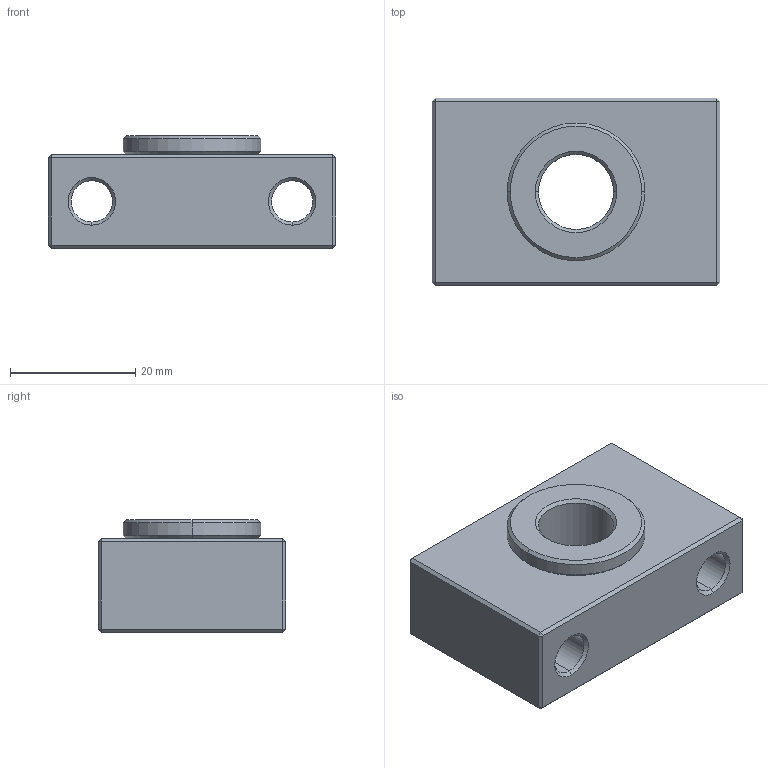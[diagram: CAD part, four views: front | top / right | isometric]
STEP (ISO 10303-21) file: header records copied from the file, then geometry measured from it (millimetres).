
FILE_DESCRIPTION (( 'STEP AP203' ), '1' );
FILE_NAME ('0058-32.STEP', '2015-10-01T07:01:27', ( 'utente11' ), ( '' ), 'SwSTEP 2.0', 'SolidWorks 2015', '' );
FILE_SCHEMA (( 'CONFIG_CONTROL_DESIGN' ));
Length unit declared in the file: millimetre
Products named in the file (1): 0058-32
Bounding box: 46 x 30 x 18 mm (x, y, z)
Volume: 16800.1 mm3; surface area: 8714.8 mm2
Topology: 2 solids, 2 shells, 67 faces, 136 edges, 76 vertices
Faces by surface type: plane 31, cone 20, cylinder 16
Entity records: 1801 total; most frequent: DIRECTION 324, CARTESIAN_POINT 280, ORIENTED_EDGE 272, EDGE_CURVE 136, AXIS2_PLACEMENT_3D 120, VECTOR 84, LINE 84, EDGE_LOOP 78
